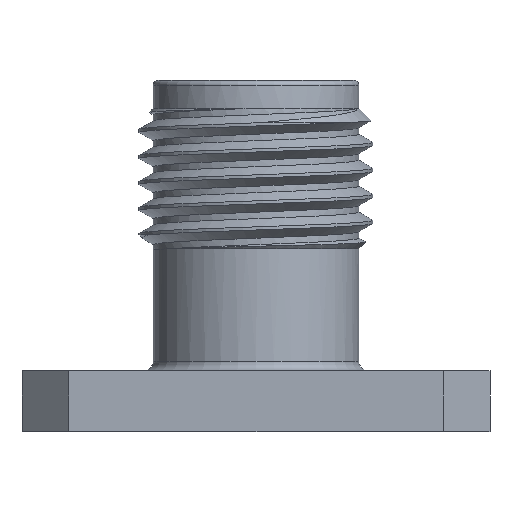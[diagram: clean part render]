
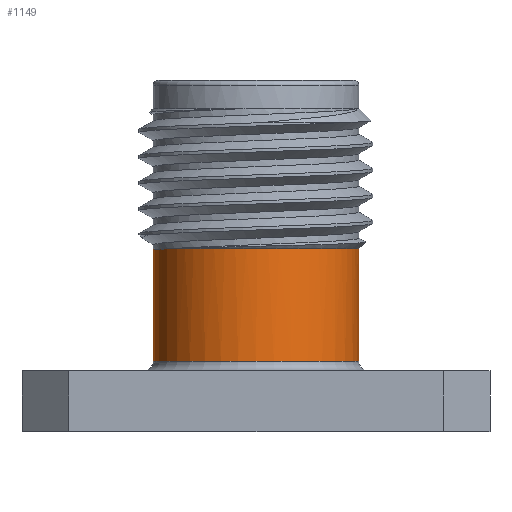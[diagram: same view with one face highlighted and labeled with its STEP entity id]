
A CAD part, front view. The second image highlights one B-rep face of the part: STEP entity #1149.
In plain terms, the highlighted cylindrical face has radius 2.791 mm (diameter 5.582 mm), a partial arc.
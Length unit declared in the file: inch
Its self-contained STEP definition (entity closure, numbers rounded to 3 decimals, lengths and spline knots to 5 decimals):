
#7 = CARTESIAN_POINT ( 'NONE',  ( -0.10988, 0., 0.195 ) ) ;
#81 = ORIENTED_EDGE ( 'NONE', *, *, #1530, .T. ) ;
#92 = LINE ( 'NONE', #2495, #1685 ) ;
#131 = DIRECTION ( 'NONE',  ( 0., 0., 1. ) ) ;
#173 = EDGE_CURVE ( 'NONE', #2727, #991, #2412, .T. ) ;
#335 = CARTESIAN_POINT ( 'NONE',  ( 0.01718, -0.1092, 0.195 ) ) ;
#349 = DIRECTION ( 'NONE',  ( -1., 0., 0. ) ) ;
#356 = CARTESIAN_POINT ( 'NONE',  ( -0.05271, -0.09716, 0.195 ) ) ;
#417 = CARTESIAN_POINT ( 'NONE',  ( -0.10373, -0.03752, 0.19494 ) ) ;
#546 = DIRECTION ( 'NONE',  ( 0., 0., -1. ) ) ;
#564 = CARTESIAN_POINT ( 'NONE',  ( 0., 0., 0.145 ) ) ;
#581 = DIRECTION ( 'NONE',  ( -1., 0., 0. ) ) ;
#628 = CARTESIAN_POINT ( 'NONE',  ( -0.10988, -0.00922, 0.19495 ) ) ;
#673 = CARTESIAN_POINT ( 'NONE',  ( 0.10989, 0., 0.195 ) ) ;
#763 = VERTEX_POINT ( 'NONE', #673 ) ;
#768 = B_SPLINE_CURVE_WITH_KNOTS ( 'NONE', 3,
 ( #1458, #993, #1023, #2504, #356, #1656, #2084, #2284, #335, #980, #1215, #2513, #777, #1649, #2708, #1883, #807, #1637 ),
 .UNSPECIFIED., .F., .F.,
 ( 4, 2, 2, 2, 2, 2, 2, 2, 4 ),
 ( 0.58419, 0.63616, 0.68814, 0.74012, 0.79209, 0.84407, 0.89605, 0.94802, 1. ),
 .UNSPECIFIED. ) ;
#777 = CARTESIAN_POINT ( 'NONE',  ( 0.08, -0.07628, 0.195 ) ) ;
#778 = AXIS2_PLACEMENT_3D ( 'NONE', #1428, #131, #349 ) ;
#807 = CARTESIAN_POINT ( 'NONE',  ( 0.10989, -0.01196, 0.195 ) ) ;
#845 = CARTESIAN_POINT ( 'NONE',  ( -0.09487, -0.05545, 0.195 ) ) ;
#980 = CARTESIAN_POINT ( 'NONE',  ( 0.04027, -0.10294, 0.195 ) ) ;
#991 = VERTEX_POINT ( 'NONE', #2628 ) ;
#993 = CARTESIAN_POINT ( 'NONE',  ( -0.08883, -0.06578, 0.195 ) ) ;
#1008 = DIRECTION ( 'NONE',  ( 0., 0., -1. ) ) ;
#1023 = CARTESIAN_POINT ( 'NONE',  ( -0.0811, -0.07511, 0.195 ) ) ;
#1028 = CYLINDRICAL_SURFACE ( 'NONE', #2661, 0.10989 ) ;
#1056 = CARTESIAN_POINT ( 'NONE',  ( -0.09993, -0.04673, 0.19497 ) ) ;
#1057 = EDGE_LOOP ( 'NONE', ( #1948, #2324, #1793, #81, #1269 ) ) ;
#1149 = ADVANCED_FACE ( 'NONE', ( #1329 ), #1028, .T. ) ;
#1215 = CARTESIAN_POINT ( 'NONE',  ( 0.0513, -0.09791, 0.195 ) ) ;
#1269 = ORIENTED_EDGE ( 'NONE', *, *, #1592, .T. ) ;
#1293 = CARTESIAN_POINT ( 'NONE',  ( -0.10988, 0., 0.195 ) ) ;
#1329 = FACE_OUTER_BOUND ( 'NONE', #1057, .T. ) ;
#1424 = CARTESIAN_POINT ( 'NONE',  ( -0.10989, 0., 0.145 ) ) ;
#1428 = CARTESIAN_POINT ( 'NONE',  ( 0., 0., 0.075 ) ) ;
#1458 = CARTESIAN_POINT ( 'NONE',  ( -0.09487, -0.05545, 0.195 ) ) ;
#1508 = CARTESIAN_POINT ( 'NONE',  ( -0.1087, -0.01875, 0.19493 ) ) ;
#1530 = EDGE_CURVE ( 'NONE', #2727, #1580, #1778, .T. ) ;
#1531 = VECTOR ( 'NONE', #1891, 39.37008 ) ;
#1580 = VERTEX_POINT ( 'NONE', #1866 ) ;
#1592 = EDGE_CURVE ( 'NONE', #1580, #2196, #2358, .T. ) ;
#1637 = CARTESIAN_POINT ( 'NONE',  ( 0.10989, 0., 0.195 ) ) ;
#1649 = CARTESIAN_POINT ( 'NONE',  ( 0.09454, -0.05728, 0.195 ) ) ;
#1656 = CARTESIAN_POINT ( 'NONE',  ( -0.03057, -0.10623, 0.195 ) ) ;
#1684 = EDGE_CURVE ( 'NONE', #763, #2196, #92, .T. ) ;
#1685 = VECTOR ( 'NONE', #546, 39.37008 ) ;
#1778 = LINE ( 'NONE', #1424, #1531 ) ;
#1793 = ORIENTED_EDGE ( 'NONE', *, *, #173, .F. ) ;
#1866 = CARTESIAN_POINT ( 'NONE',  ( -0.10989, 0., 0.075 ) ) ;
#1883 = CARTESIAN_POINT ( 'NONE',  ( 0.10792, -0.02392, 0.195 ) ) ;
#1891 = DIRECTION ( 'NONE',  ( 0., 0., -1. ) ) ;
#1948 = ORIENTED_EDGE ( 'NONE', *, *, #1684, .F. ) ;
#2084 = CARTESIAN_POINT ( 'NONE',  ( -0.01876, -0.10893, 0.195 ) ) ;
#2119 = CARTESIAN_POINT ( 'NONE',  ( 0.10989, 0., 0.075 ) ) ;
#2196 = VERTEX_POINT ( 'NONE', #2119 ) ;
#2284 = CARTESIAN_POINT ( 'NONE',  ( 0.00512, -0.11042, 0.195 ) ) ;
#2324 = ORIENTED_EDGE ( 'NONE', *, *, #2640, .F. ) ;
#2358 = CIRCLE ( 'NONE', #778, 0.10989 ) ;
#2412 = B_SPLINE_CURVE_WITH_KNOTS ( 'NONE', 3,
 ( #1293, #628, #1508, #417, #1056, #845 ),
 .UNSPECIFIED., .F., .F.,
 ( 4, 2, 4 ),
 ( 0.66434, 0.83217, 1. ),
 .UNSPECIFIED. ) ;
#2495 = CARTESIAN_POINT ( 'NONE',  ( 0.10989, 0., 0.145 ) ) ;
#2504 = CARTESIAN_POINT ( 'NONE',  ( -0.06304, -0.0908, 0.195 ) ) ;
#2513 = CARTESIAN_POINT ( 'NONE',  ( 0.07117, -0.08458, 0.195 ) ) ;
#2628 = CARTESIAN_POINT ( 'NONE',  ( -0.09487, -0.05545, 0.195 ) ) ;
#2640 = EDGE_CURVE ( 'NONE', #991, #763, #768, .T. ) ;
#2661 = AXIS2_PLACEMENT_3D ( 'NONE', #564, #1008, #581 ) ;
#2708 = CARTESIAN_POINT ( 'NONE',  ( 0.10024, -0.04658, 0.195 ) ) ;
#2727 = VERTEX_POINT ( 'NONE', #7 ) ;
